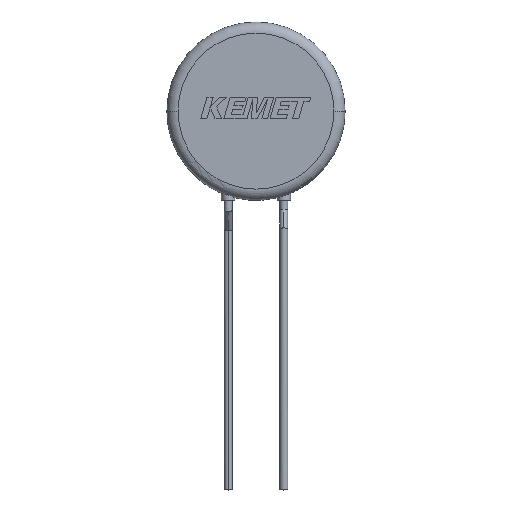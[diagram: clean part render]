
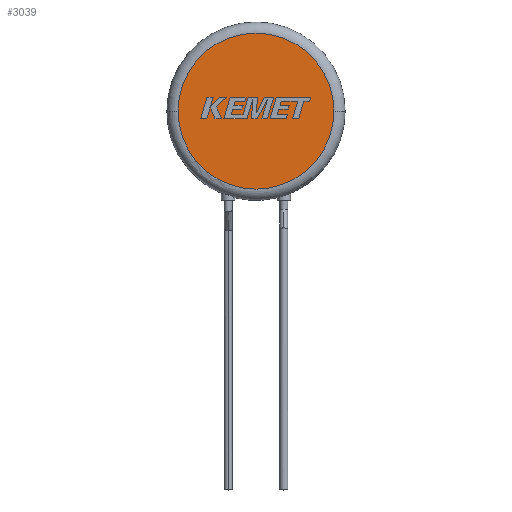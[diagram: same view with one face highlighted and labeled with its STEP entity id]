
A CAD part, top view. The second image highlights one B-rep face of the part: STEP entity #3039.
In plain terms, the highlighted planar face has unit normal (0, 0, 1).
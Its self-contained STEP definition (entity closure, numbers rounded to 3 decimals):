
#288 = EDGE_LOOP ( 'NONE', ( #2348, #3169 ) ) ;
#771 = CARTESIAN_POINT ( 'NONE',  ( 0., 0., 5. ) ) ;
#867 = AXIS2_PLACEMENT_3D ( 'NONE', #3541, #874, #2065 ) ;
#874 = DIRECTION ( 'NONE',  ( 0., 0., 1. ) ) ;
#950 = VERTEX_POINT ( 'NONE', #2716 ) ;
#1280 = EDGE_CURVE ( 'NONE', #950, #3056, #2796, .T. ) ;
#1422 = DIRECTION ( 'NONE',  ( 0., 0., 1. ) ) ;
#1703 = CARTESIAN_POINT ( 'NONE',  ( -7., 0., 5. ) ) ;
#1812 = AXIS2_PLACEMENT_3D ( 'NONE', #771, #3362, #1920 ) ;
#1920 = DIRECTION ( 'NONE',  ( 1., 0., 0. ) ) ;
#2065 = DIRECTION ( 'NONE',  ( 1., 0., 0. ) ) ;
#2348 = ORIENTED_EDGE ( 'NONE', *, *, #1280, .T. ) ;
#2520 = EDGE_CURVE ( 'NONE', #3056, #950, #3525, .T. ) ;
#2526 = DIRECTION ( 'NONE',  ( 1., 0., 0. ) ) ;
#2716 = CARTESIAN_POINT ( 'NONE',  ( 7., 0., 5. ) ) ;
#2796 = CIRCLE ( 'NONE', #1812, 7. ) ;
#3039 = ADVANCED_FACE ( 'NONE', ( #3595 ), #3637, .T. ) ;
#3056 = VERTEX_POINT ( 'NONE', #1703 ) ;
#3169 = ORIENTED_EDGE ( 'NONE', *, *, #2520, .T. ) ;
#3362 = DIRECTION ( 'NONE',  ( 0., 0., 1. ) ) ;
#3525 = CIRCLE ( 'NONE', #867, 7. ) ;
#3541 = CARTESIAN_POINT ( 'NONE',  ( 0., 0., 5. ) ) ;
#3595 = FACE_OUTER_BOUND ( 'NONE', #288, .T. ) ;
#3598 = AXIS2_PLACEMENT_3D ( 'NONE', #3736, #1422, #2526 ) ;
#3637 = PLANE ( 'NONE',  #3598 ) ;
#3736 = CARTESIAN_POINT ( 'NONE',  ( 0., 0., 5. ) ) ;
